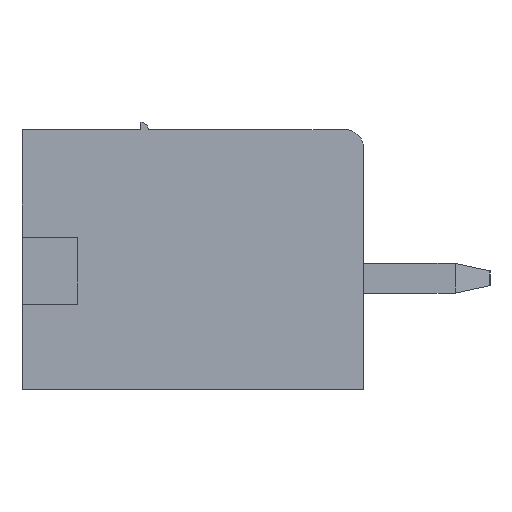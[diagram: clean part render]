
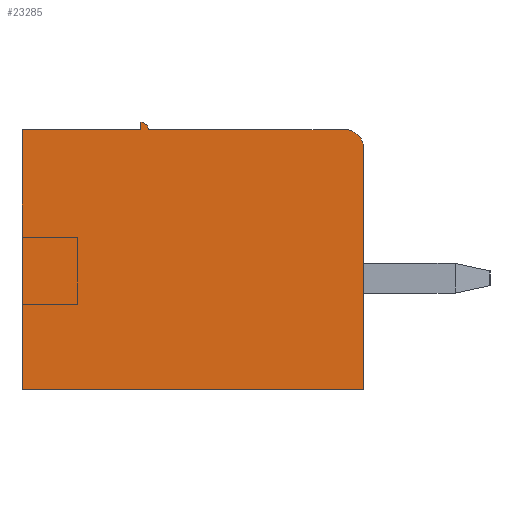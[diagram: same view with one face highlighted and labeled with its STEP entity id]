
A CAD part, left-side view. The second image highlights one B-rep face of the part: STEP entity #23285.
In plain terms, the highlighted planar face has unit normal (-1, 0, 0).
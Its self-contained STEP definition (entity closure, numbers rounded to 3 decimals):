
#299 = DIRECTION ( 'NONE',  ( -1., 0., 0. ) ) ;
#488 = CARTESIAN_POINT ( 'NONE',  ( 0., 0.5, 6.5 ) ) ;
#874 = AXIS2_PLACEMENT_3D ( 'NONE', #488, #299, #9546 ) ;
#1264 = CARTESIAN_POINT ( 'NONE',  ( 0., 0.5, 7. ) ) ;
#1881 = DIRECTION ( 'NONE',  ( 0., 0., -1. ) ) ;
#2467 = DIRECTION ( 'NONE',  ( 0., 0., -1. ) ) ;
#2912 = AXIS2_PLACEMENT_3D ( 'NONE', #9590, #27435, #39751 ) ;
#3623 = EDGE_CURVE ( 'NONE', #38949, #5673, #16757, .T. ) ;
#4239 = CARTESIAN_POINT ( 'NONE',  ( 0., 9.2, 0. ) ) ;
#5019 = DIRECTION ( 'NONE',  ( 0., 0., 1. ) ) ;
#5673 = VERTEX_POINT ( 'NONE', #15637 ) ;
#5889 = EDGE_CURVE ( 'NONE', #26706, #38949, #10634, .T. ) ;
#5932 = AXIS2_PLACEMENT_3D ( 'NONE', #34418, #21563, #1881 ) ;
#6602 = ORIENTED_EDGE ( 'NONE', *, *, #21727, .T. ) ;
#7758 = EDGE_CURVE ( 'NONE', #26706, #29205, #18930, .T. ) ;
#9350 = PLANE ( 'NONE',  #5932 ) ;
#9546 = DIRECTION ( 'NONE',  ( 0., 0., -1. ) ) ;
#9590 = CARTESIAN_POINT ( 'NONE',  ( 0., 6., 7. ) ) ;
#9669 = CARTESIAN_POINT ( 'NONE',  ( 0., 0., 0. ) ) ;
#9815 = LINE ( 'NONE', #28897, #19682 ) ;
#9879 = CIRCLE ( 'NONE', #874, 0.5 ) ;
#10286 = CARTESIAN_POINT ( 'NONE',  ( 0., 9.2, 7. ) ) ;
#10316 = DIRECTION ( 'NONE',  ( 0., -1., 0. ) ) ;
#10518 = LINE ( 'NONE', #4239, #20580 ) ;
#10634 = CIRCLE ( 'NONE', #2912, 0.2 ) ;
#11152 = VECTOR ( 'NONE', #2467, 1000. ) ;
#14938 = EDGE_CURVE ( 'NONE', #22022, #5673, #27658, .T. ) ;
#15087 = ORIENTED_EDGE ( 'NONE', *, *, #7758, .F. ) ;
#15637 = CARTESIAN_POINT ( 'NONE',  ( 0., 6., 7. ) ) ;
#16207 = DIRECTION ( 'NONE',  ( 0., 0., 1. ) ) ;
#16757 = LINE ( 'NONE', #30024, #11152 ) ;
#18330 = CARTESIAN_POINT ( 'NONE',  ( 0., 5.8, 7. ) ) ;
#18711 = DIRECTION ( 'NONE',  ( 0., -1., 0. ) ) ;
#18930 = LINE ( 'NONE', #31213, #29905 ) ;
#19481 = VECTOR ( 'NONE', #5019, 1000. ) ;
#19682 = VECTOR ( 'NONE', #16207, 1000. ) ;
#20400 = VECTOR ( 'NONE', #34086, 1000. ) ;
#20580 = VECTOR ( 'NONE', #10316, 1000. ) ;
#21277 = ORIENTED_EDGE ( 'NONE', *, *, #5889, .T. ) ;
#21563 = DIRECTION ( 'NONE',  ( 1., 0., 0. ) ) ;
#21727 = EDGE_CURVE ( 'NONE', #26187, #36230, #10518, .T. ) ;
#22022 = VERTEX_POINT ( 'NONE', #27072 ) ;
#22307 = ORIENTED_EDGE ( 'NONE', *, *, #30263, .F. ) ;
#22884 = ORIENTED_EDGE ( 'NONE', *, *, #14938, .F. ) ;
#23260 = EDGE_CURVE ( 'NONE', #24247, #29205, #9879, .T. ) ;
#23285 = ADVANCED_FACE ( 'NONE', ( #25611 ), #9350, .F. ) ;
#24247 = VERTEX_POINT ( 'NONE', #36187 ) ;
#24864 = EDGE_LOOP ( 'NONE', ( #27191, #26528, #15087, #21277, #32764, #22884, #22307, #6602 ) ) ;
#25611 = FACE_OUTER_BOUND ( 'NONE', #24864, .T. ) ;
#26187 = VERTEX_POINT ( 'NONE', #39710 ) ;
#26528 = ORIENTED_EDGE ( 'NONE', *, *, #23260, .T. ) ;
#26706 = VERTEX_POINT ( 'NONE', #18330 ) ;
#27072 = CARTESIAN_POINT ( 'NONE',  ( 0., 9.2, 7. ) ) ;
#27191 = ORIENTED_EDGE ( 'NONE', *, *, #35250, .T. ) ;
#27435 = DIRECTION ( 'NONE',  ( -1., 0., 0. ) ) ;
#27658 = LINE ( 'NONE', #37532, #20400 ) ;
#28897 = CARTESIAN_POINT ( 'NONE',  ( 0., 0., 7. ) ) ;
#29205 = VERTEX_POINT ( 'NONE', #1264 ) ;
#29905 = VECTOR ( 'NONE', #18711, 1000. ) ;
#30024 = CARTESIAN_POINT ( 'NONE',  ( 0., 6., 7. ) ) ;
#30263 = EDGE_CURVE ( 'NONE', #26187, #22022, #34981, .T. ) ;
#31213 = CARTESIAN_POINT ( 'NONE',  ( 0., 9.2, 7. ) ) ;
#32764 = ORIENTED_EDGE ( 'NONE', *, *, #3623, .T. ) ;
#34086 = DIRECTION ( 'NONE',  ( 0., -1., 0. ) ) ;
#34418 = CARTESIAN_POINT ( 'NONE',  ( 0., 9.2, 7. ) ) ;
#34981 = LINE ( 'NONE', #10286, #19481 ) ;
#35250 = EDGE_CURVE ( 'NONE', #36230, #24247, #9815, .T. ) ;
#35473 = CARTESIAN_POINT ( 'NONE',  ( 0., 6., 7.2 ) ) ;
#36187 = CARTESIAN_POINT ( 'NONE',  ( 0., 0., 6.5 ) ) ;
#36230 = VERTEX_POINT ( 'NONE', #9669 ) ;
#37532 = CARTESIAN_POINT ( 'NONE',  ( 0., 9.2, 7. ) ) ;
#38949 = VERTEX_POINT ( 'NONE', #35473 ) ;
#39710 = CARTESIAN_POINT ( 'NONE',  ( 0., 9.2, 0. ) ) ;
#39751 = DIRECTION ( 'NONE',  ( 0., 0., 1. ) ) ;
